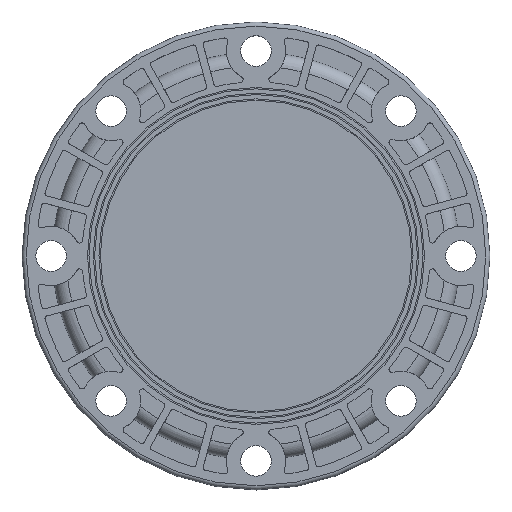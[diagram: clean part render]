
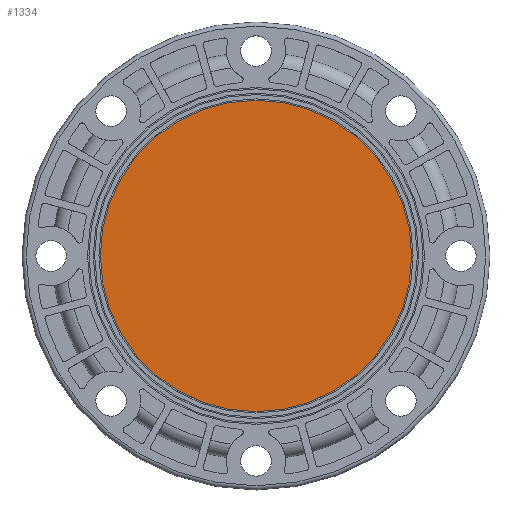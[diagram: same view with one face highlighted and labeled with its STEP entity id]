
A CAD part, top view. The second image highlights one B-rep face of the part: STEP entity #1334.
In plain terms, the highlighted planar face has unit normal (0, 0, 1).
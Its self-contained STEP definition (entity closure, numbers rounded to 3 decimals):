
#821=FACE_OUTER_BOUND('',#3745,.T.);
#1334=ADVANCED_FACE('',(#821),#1584,.T.);
#1584=PLANE('',#10177);
#3745=EDGE_LOOP('',(#6443));
#6443=ORIENTED_EDGE('',*,*,#8713,.T.);
#7364=VERTEX_POINT('',#21979);
#8713=EDGE_CURVE('',#7364,#7364,#9191,.T.);
#9191=CIRCLE('',#10176,112.05);
#10176=AXIS2_PLACEMENT_3D('',#21978,#12686,#12687);
#10177=AXIS2_PLACEMENT_3D('',#21980,#12688,#12689);
#12686=DIRECTION('',(0.,0.,1.));
#12687=DIRECTION('',(1.,0.,0.));
#12688=DIRECTION('',(0.,0.,1.));
#12689=DIRECTION('',(1.,0.,0.));
#21978=CARTESIAN_POINT('',(2114.,0.,30.));
#21979=CARTESIAN_POINT('',(2226.05,0.,30.));
#21980=CARTESIAN_POINT('',(2114.,0.,30.));
